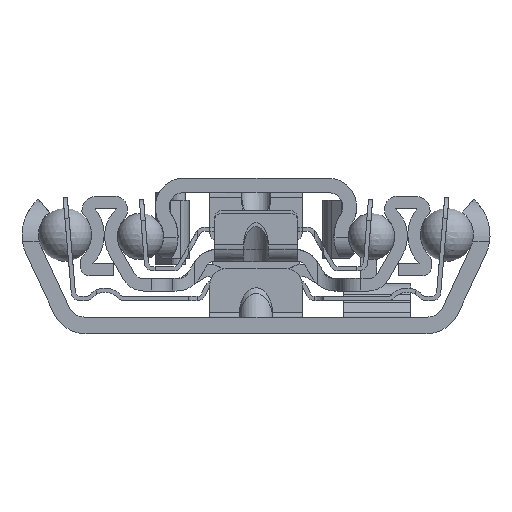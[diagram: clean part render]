
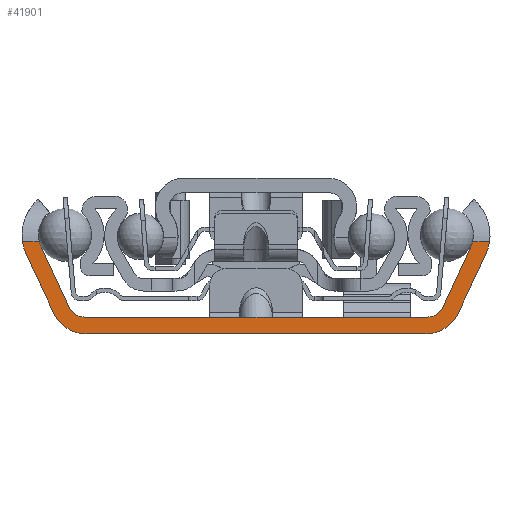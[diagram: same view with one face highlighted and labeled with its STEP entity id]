
A CAD part, left-side view. The second image highlights one B-rep face of the part: STEP entity #41901.
In plain terms, the highlighted planar face has unit normal (-1, 0, 0).
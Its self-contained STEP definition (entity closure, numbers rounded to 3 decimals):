
#1047=PLANE('',#44654);
#2289=FACE_OUTER_BOUND('',#4485,.T.);
#4485=EDGE_LOOP('',(#28988,#28989,#28990,#28991,#28992,#28993,#28994,#28995,
#28996,#28997,#28998,#28999,#29000,#29001,#29002,#29003));
#6775=LINE('',#61904,#10755);
#6829=LINE('',#62255,#10809);
#6989=LINE('',#64113,#10969);
#6990=LINE('',#64128,#10970);
#6994=LINE('',#64139,#10974);
#6996=LINE('',#64146,#10976);
#6999=LINE('',#64155,#10979);
#7001=LINE('',#64162,#10981);
#10755=VECTOR('',#48910,10.);
#10809=VECTOR('',#49182,10.);
#10969=VECTOR('',#49870,10.);
#10970=VECTOR('',#49875,10.);
#10974=VECTOR('',#49891,10.);
#10976=VECTOR('',#49899,10.);
#10979=VECTOR('',#49912,10.);
#10981=VECTOR('',#49920,10.);
#14851=CIRCLE('',#44620,5.475);
#14860=CIRCLE('',#44631,3.5);
#14861=CIRCLE('',#44639,4.25);
#14862=CIRCLE('',#44642,3.5);
#14863=CIRCLE('',#44645,2.);
#14864=CIRCLE('',#44647,2.);
#14865=CIRCLE('',#44650,5.475);
#14866=CIRCLE('',#44653,4.25);
#16919=VERTEX_POINT('',#61902);
#16920=VERTEX_POINT('',#61903);
#17058=VERTEX_POINT('',#62253);
#17059=VERTEX_POINT('',#62254);
#17268=VERTEX_POINT('',#64044);
#17269=VERTEX_POINT('',#64057);
#17279=VERTEX_POINT('',#64084);
#17280=VERTEX_POINT('',#64095);
#17281=VERTEX_POINT('',#64099);
#17283=VERTEX_POINT('',#64116);
#17285=VERTEX_POINT('',#64135);
#17286=VERTEX_POINT('',#64141);
#17287=VERTEX_POINT('',#64145);
#17288=VERTEX_POINT('',#64151);
#17289=VERTEX_POINT('',#64157);
#17290=VERTEX_POINT('',#64161);
#21278=EDGE_CURVE('',#16919,#16920,#6775,.T.);
#21432=EDGE_CURVE('',#17058,#17059,#6829,.T.);
#21798=EDGE_CURVE('',#17268,#17269,#14851,.T.);
#21814=EDGE_CURVE('',#17279,#17280,#14860,.T.);
#21817=EDGE_CURVE('',#17281,#17279,#6989,.T.);
#21820=EDGE_CURVE('',#17283,#17268,#6990,.T.);
#21824=EDGE_CURVE('',#17285,#16919,#14861,.T.);
#21826=EDGE_CURVE('',#17269,#17285,#6994,.T.);
#21828=EDGE_CURVE('',#17286,#17283,#14862,.T.);
#21829=EDGE_CURVE('',#17287,#17286,#6996,.T.);
#21831=EDGE_CURVE('',#17059,#17287,#14863,.T.);
#21832=EDGE_CURVE('',#17288,#17058,#14864,.T.);
#21834=EDGE_CURVE('',#17280,#17288,#6999,.T.);
#21836=EDGE_CURVE('',#17289,#17281,#14865,.T.);
#21837=EDGE_CURVE('',#17290,#17289,#7001,.T.);
#21839=EDGE_CURVE('',#16920,#17290,#14866,.T.);
#28988=ORIENTED_EDGE('',*,*,#21820,.F.);
#28989=ORIENTED_EDGE('',*,*,#21828,.F.);
#28990=ORIENTED_EDGE('',*,*,#21829,.F.);
#28991=ORIENTED_EDGE('',*,*,#21831,.F.);
#28992=ORIENTED_EDGE('',*,*,#21432,.F.);
#28993=ORIENTED_EDGE('',*,*,#21832,.F.);
#28994=ORIENTED_EDGE('',*,*,#21834,.F.);
#28995=ORIENTED_EDGE('',*,*,#21814,.F.);
#28996=ORIENTED_EDGE('',*,*,#21817,.F.);
#28997=ORIENTED_EDGE('',*,*,#21836,.F.);
#28998=ORIENTED_EDGE('',*,*,#21837,.F.);
#28999=ORIENTED_EDGE('',*,*,#21839,.F.);
#29000=ORIENTED_EDGE('',*,*,#21278,.F.);
#29001=ORIENTED_EDGE('',*,*,#21824,.F.);
#29002=ORIENTED_EDGE('',*,*,#21826,.F.);
#29003=ORIENTED_EDGE('',*,*,#21798,.F.);
#41901=ADVANCED_FACE('',(#2289),#1047,.F.);
#44620=AXIS2_PLACEMENT_3D('',#64058,#49837,#49838);
#44631=AXIS2_PLACEMENT_3D('',#64096,#49865,#49866);
#44639=AXIS2_PLACEMENT_3D('',#64136,#49886,#49887);
#44642=AXIS2_PLACEMENT_3D('',#64143,#49895,#49896);
#44645=AXIS2_PLACEMENT_3D('',#64149,#49903,#49904);
#44647=AXIS2_PLACEMENT_3D('',#64152,#49907,#49908);
#44650=AXIS2_PLACEMENT_3D('',#64159,#49916,#49917);
#44653=AXIS2_PLACEMENT_3D('',#64165,#49924,#49925);
#44654=AXIS2_PLACEMENT_3D('',#64166,#49926,#49927);
#48910=DIRECTION('',(0.,1.,0.));
#49182=DIRECTION('',(0.,-1.,0.));
#49837=DIRECTION('center_axis',(1.,0.,0.));
#49838=DIRECTION('ref_axis',(0.,-0.641,0.767));
#49865=DIRECTION('center_axis',(-1.,0.,0.));
#49866=DIRECTION('ref_axis',(0.,-0.906,0.423));
#49870=DIRECTION('',(0.,-1.,0.));
#49875=DIRECTION('',(0.,-1.,0.));
#49886=DIRECTION('center_axis',(1.,0.,0.));
#49887=DIRECTION('ref_axis',(0.,-0.906,-0.423));
#49891=DIRECTION('',(0.,0.423,-0.906));
#49895=DIRECTION('center_axis',(-1.,0.,0.));
#49896=DIRECTION('ref_axis',(0.,0.636,-0.772));
#49899=DIRECTION('',(0.,-0.423,0.906));
#49903=DIRECTION('center_axis',(-1.,0.,0.));
#49904=DIRECTION('ref_axis',(0.,0.906,0.423));
#49907=DIRECTION('center_axis',(-1.,0.,0.));
#49908=DIRECTION('ref_axis',(0.,0.,1.));
#49912=DIRECTION('',(0.,-0.423,-0.906));
#49916=DIRECTION('center_axis',(1.,0.,0.));
#49917=DIRECTION('ref_axis',(0.,0.906,-0.423));
#49920=DIRECTION('',(0.,0.423,0.906));
#49924=DIRECTION('center_axis',(1.,0.,0.));
#49925=DIRECTION('ref_axis',(0.,0.,-1.));
#49926=DIRECTION('center_axis',(1.,0.,0.));
#49927=DIRECTION('ref_axis',(0.,0.,-1.));
#61902=CARTESIAN_POINT('',(0.,-20.256,0.));
#61903=CARTESIAN_POINT('',(0.,20.256,0.));
#61904=CARTESIAN_POINT('',(0.,0.,0.));
#62253=CARTESIAN_POINT('',(0.,20.443,2.));
#62254=CARTESIAN_POINT('',(0.,-20.443,2.));
#62255=CARTESIAN_POINT('',(0.,20.443,2.));
#64044=CARTESIAN_POINT('',(0.,-27.841,11.));
#64057=CARTESIAN_POINT('',(0.,-27.387,9.486));
#64058=CARTESIAN_POINT('Origin',(0.,-22.425,11.8));
#64084=CARTESIAN_POINT('',(0.,25.832,11.));
#64095=CARTESIAN_POINT('',(0.,25.597,10.321));
#64096=CARTESIAN_POINT('Origin',(0.,22.425,11.8));
#64099=CARTESIAN_POINT('',(0.,27.841,11.));
#64113=CARTESIAN_POINT('',(0.,0.,11.));
#64116=CARTESIAN_POINT('',(0.,-25.832,11.));
#64128=CARTESIAN_POINT('',(0.,0.,11.));
#64135=CARTESIAN_POINT('',(0.,-24.108,2.454));
#64136=CARTESIAN_POINT('Origin',(0.,-20.256,4.25));
#64139=CARTESIAN_POINT('',(0.,-27.387,9.486));
#64141=CARTESIAN_POINT('',(0.,-25.597,10.321));
#64143=CARTESIAN_POINT('Origin',(0.,-22.425,11.8));
#64145=CARTESIAN_POINT('',(0.,-22.255,3.155));
#64146=CARTESIAN_POINT('',(0.,-22.255,3.155));
#64149=CARTESIAN_POINT('Origin',(0.,-20.443,4.));
#64151=CARTESIAN_POINT('',(0.,22.255,3.155));
#64152=CARTESIAN_POINT('Origin',(0.,20.443,4.));
#64155=CARTESIAN_POINT('',(0.,25.597,10.321));
#64157=CARTESIAN_POINT('',(0.,27.387,9.486));
#64159=CARTESIAN_POINT('Origin',(0.,22.425,11.8));
#64161=CARTESIAN_POINT('',(0.,24.108,2.454));
#64162=CARTESIAN_POINT('',(0.,24.108,2.454));
#64165=CARTESIAN_POINT('Origin',(0.,20.256,4.25));
#64166=CARTESIAN_POINT('Origin',(0.,0.,4.008));
